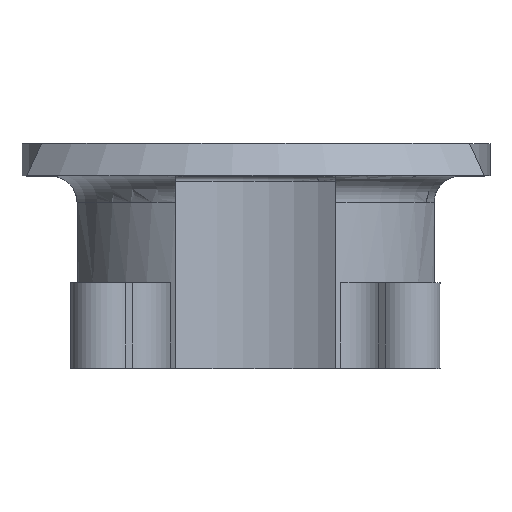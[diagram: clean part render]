
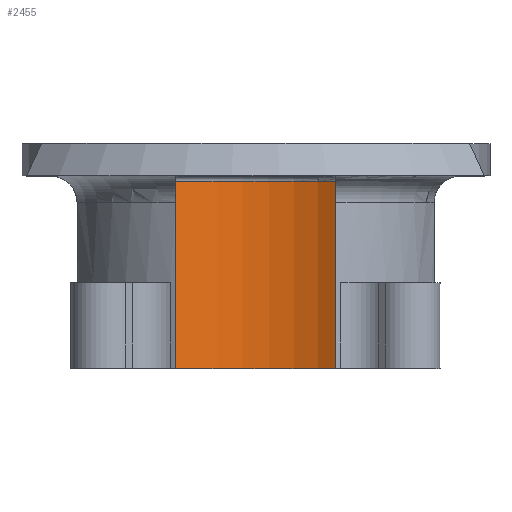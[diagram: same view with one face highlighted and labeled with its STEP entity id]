
A CAD part, top view. The second image highlights one B-rep face of the part: STEP entity #2455.
In plain terms, the highlighted cylindrical face has radius 14.15 mm (diameter 28.3 mm), a partial arc.
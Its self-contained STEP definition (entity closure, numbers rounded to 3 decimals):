
#69 = EDGE_CURVE ( 'NONE', #2108, #2668, #153, .T. ) ;
#119 = CARTESIAN_POINT ( 'NONE',  ( 13.573, -0.5, -4. ) ) ;
#131 = CARTESIAN_POINT ( 'NONE',  ( -13.573, -18., -4. ) ) ;
#153 = CIRCLE ( 'NONE', #2106, 14.15 ) ;
#208 = EDGE_CURVE ( 'NONE', #2108, #2061, #1623, .T. ) ;
#299 = CARTESIAN_POINT ( 'NONE',  ( -13.573, -0.5, -4. ) ) ;
#354 = ORIENTED_EDGE ( 'NONE', *, *, #1503, .T. ) ;
#451 = EDGE_CURVE ( 'NONE', #2668, #1798, #744, .T. ) ;
#487 = DIRECTION ( 'NONE',  ( 0., 1., 0. ) ) ;
#729 = CARTESIAN_POINT ( 'NONE',  ( 0., -18., 0. ) ) ;
#739 = VECTOR ( 'NONE', #1408, 1000. ) ;
#744 = LINE ( 'NONE', #2338, #2051 ) ;
#872 = CARTESIAN_POINT ( 'NONE',  ( 13.573, -18., -4. ) ) ;
#897 = DIRECTION ( 'NONE',  ( -1., 0., 0. ) ) ;
#901 = ORIENTED_EDGE ( 'NONE', *, *, #69, .T. ) ;
#1274 = DIRECTION ( 'NONE',  ( 0., 1., 0. ) ) ;
#1408 = DIRECTION ( 'NONE',  ( 0., 1., 0. ) ) ;
#1436 = DIRECTION ( 'NONE',  ( 0., 1., 0. ) ) ;
#1450 = CARTESIAN_POINT ( 'NONE',  ( 0., -0.5, 0. ) ) ;
#1482 = ORIENTED_EDGE ( 'NONE', *, *, #208, .F. ) ;
#1503 = EDGE_CURVE ( 'NONE', #1798, #2061, #2360, .T. ) ;
#1543 = AXIS2_PLACEMENT_3D ( 'NONE', #2634, #487, #897 ) ;
#1623 = LINE ( 'NONE', #1877, #739 ) ;
#1708 = EDGE_LOOP ( 'NONE', ( #2588, #354, #1482, #901 ) ) ;
#1798 = VERTEX_POINT ( 'NONE', #119 ) ;
#1808 = FACE_OUTER_BOUND ( 'NONE', #1708, .T. ) ;
#1877 = CARTESIAN_POINT ( 'NONE',  ( -13.573, -18., -4. ) ) ;
#2013 = DIRECTION ( 'NONE',  ( 1., 0., 0. ) ) ;
#2051 = VECTOR ( 'NONE', #1274, 1000. ) ;
#2061 = VERTEX_POINT ( 'NONE', #299 ) ;
#2106 = AXIS2_PLACEMENT_3D ( 'NONE', #729, #2442, #2013 ) ;
#2108 = VERTEX_POINT ( 'NONE', #131 ) ;
#2290 = DIRECTION ( 'NONE',  ( 1., 0., 0. ) ) ;
#2338 = CARTESIAN_POINT ( 'NONE',  ( 13.573, -18., -4. ) ) ;
#2360 = CIRCLE ( 'NONE', #2399, 14.15 ) ;
#2399 = AXIS2_PLACEMENT_3D ( 'NONE', #1450, #1436, #2290 ) ;
#2427 = CYLINDRICAL_SURFACE ( 'NONE', #1543, 14.15 ) ;
#2442 = DIRECTION ( 'NONE',  ( 0., -1., 0. ) ) ;
#2455 = ADVANCED_FACE ( 'NONE', ( #1808 ), #2427, .F. ) ;
#2588 = ORIENTED_EDGE ( 'NONE', *, *, #451, .T. ) ;
#2634 = CARTESIAN_POINT ( 'NONE',  ( 0., -18., 0. ) ) ;
#2668 = VERTEX_POINT ( 'NONE', #872 ) ;
